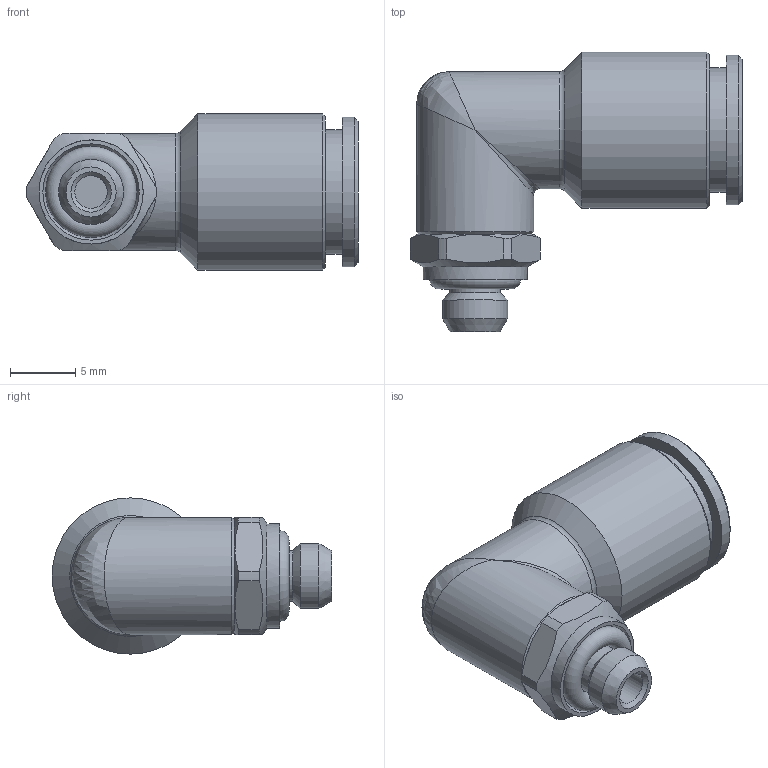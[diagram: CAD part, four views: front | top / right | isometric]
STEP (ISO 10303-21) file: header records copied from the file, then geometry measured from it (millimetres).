
FILE_DESCRIPTION(/* description */ ('STEP AP214'),/* implementation_level */ '2;1');
FILE_NAME(/* name */ 'X0060030',/* time_stamp */ '2022-07-21T09:30:00+02:00',/* author */ ('License CC BY-ND 4.0'),/* organization */ ('CADENAS'),/* preprocessor_version */ 'ST-DEVELOPER v18.102',/* originating_system */ 'PARTsolutions',/* authorisation */ ' ');
FILE_SCHEMA (('AUTOMOTIVE_DESIGN {1 0 10303 214 3 1 1}'));
Length unit declared in the file: millimetre
Products named in the file (3): X0060030; X0060030_PART2; X0060030_PART1
Assembly tree (2 placements, depth 2):
  X0060030
    X0060030_PART2
    X0060030_PART1
Bounding box: 25.5 x 21.5 x 12 mm (x, y, z)
Volume: 2063.5 mm3; surface area: 1889.9 mm2
Topology: 2 solids, 2 shells, 52 faces, 120 edges, 71 vertices
Faces by surface type: cylinder 18, plane 16, cone 13, torus 3, bspline 2
Full cylindrical faces by diameter (mm): 2.5 x1, 3.9 x1, 4 x1, 5 x1, 6.15 x1, 8 x1, 9 x2, 9.55 x1, 11.5 x1, 12 x1
Entity records: 1615 total; most frequent: CARTESIAN_POINT 578, DIRECTION 208, ORIENTED_EDGE 156, AXIS2_PLACEMENT_3D 97, FACE_BOUND 84, EDGE_LOOP 83, EDGE_CURVE 78, VERTEX_POINT 62
